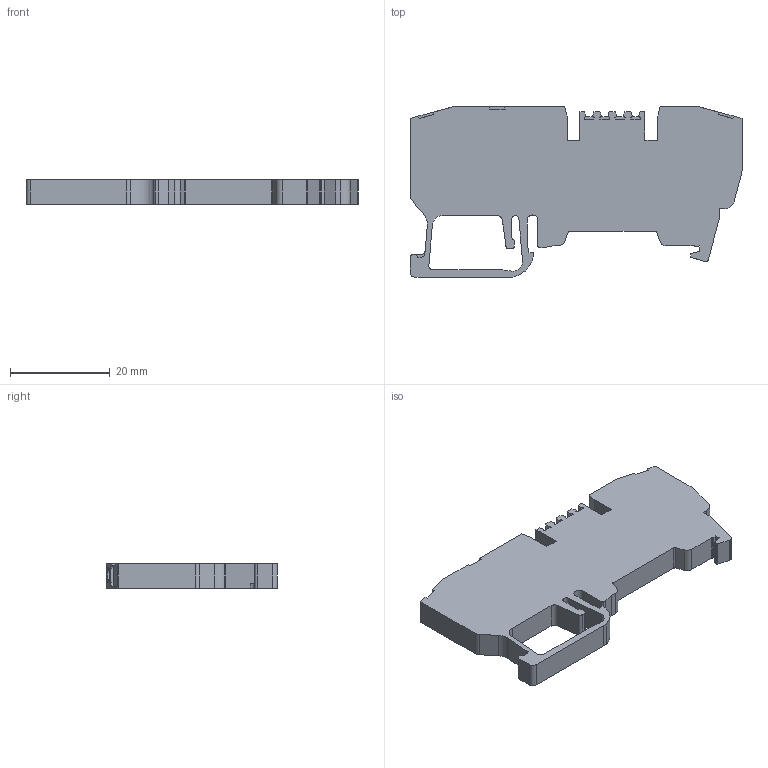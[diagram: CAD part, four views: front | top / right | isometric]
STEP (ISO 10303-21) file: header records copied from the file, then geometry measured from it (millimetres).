
FILE_DESCRIPTION (( 'STEP AP214' ), '1' );
FILE_NAME ('326059_YBK 2,5 E_Grey.STP', '2013-11-13T15:18:05', ( 'arge' ), ( 'Microsoft' ), 'SwSTEP 2.0', 'SolidWorks 2013', '' );
FILE_SCHEMA (( 'AUTOMOTIVE_DESIGN' ));
Length unit declared in the file: millimetre
Products named in the file (1): 326059_YBK 2,5 E_Grey
Bounding box: 66.6 x 34.2 x 5 mm (x, y, z)
Volume: 7976 mm3; surface area: 4928.8 mm2
Topology: 1 solids, 1 shells, 226 faces, 638 edges, 420 vertices
Faces by surface type: plane 146, cylinder 68, cone 6, torus 4, bspline 2
Entity records: 7470 total; most frequent: CARTESIAN_POINT 1505, ORIENTED_EDGE 1276, DIRECTION 1206, EDGE_CURVE 638, VECTOR 484, LINE 484, VERTEX_POINT 420, AXIS2_PLACEMENT_3D 361
